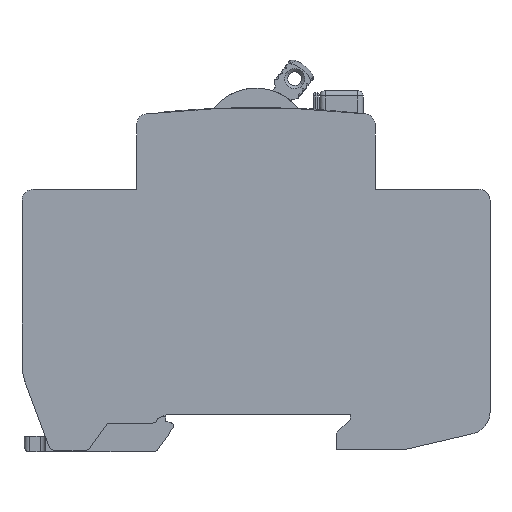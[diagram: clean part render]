
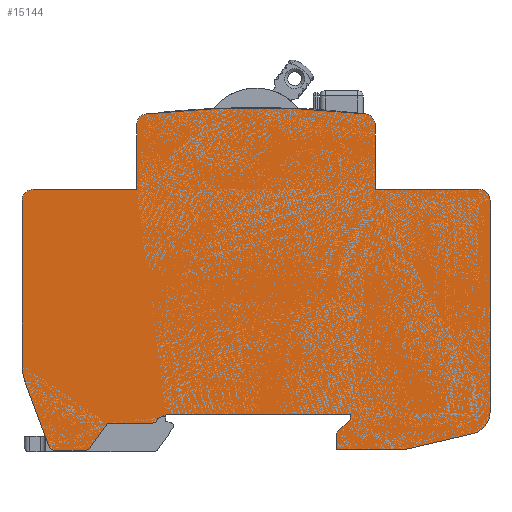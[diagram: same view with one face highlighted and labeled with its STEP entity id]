
A CAD part, front view. The second image highlights one B-rep face of the part: STEP entity #15144.
In plain terms, the highlighted planar face has unit normal (0, -1, 0).
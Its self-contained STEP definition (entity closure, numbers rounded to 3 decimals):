
#1537=DIRECTION('',(0.,0.,1.));
#1538=VECTOR('',#1537,40.088);
#1539=CARTESIAN_POINT('',(26.45,-36.,0.512));
#1540=LINE('',#1539,#1538);
#1647=CARTESIAN_POINT('',(22.25,-36.,0.512));
#1648=DIRECTION('',(0.,1.,0.));
#1649=DIRECTION('',(1.,0.,0.));
#1650=AXIS2_PLACEMENT_3D('',#1647,#1648,#1649);
#1652=DIRECTION('',(-0.974,0.,-0.228));
#1653=VECTOR('',#1652,13.233);
#1654=CARTESIAN_POINT('',(23.209,-36.,-3.577));
#1655=LINE('',#1654,#1653);
#1656=DIRECTION('',(0.701,0.,0.713));
#1657=VECTOR('',#1656,3.709);
#1658=CARTESIAN_POINT('',(-2.6,-36.,-3.446));
#1659=LINE('',#1658,#1657);
#1660=DIRECTION('',(-0.903,0.,-0.431));
#1661=VECTOR('',#1660,1.813);
#1662=CARTESIAN_POINT('',(-34.9,-36.,0.));
#1663=LINE('',#1662,#1661);
#1664=CARTESIAN_POINT('',(-37.6,-36.,-0.5));
#1665=DIRECTION('',(0.,1.,0.));
#1666=DIRECTION('',(0.967,0.,-0.255));
#1667=AXIS2_PLACEMENT_3D('',#1664,#1665,#1666);
#1669=DIRECTION('',(-0.581,0.,-0.814));
#1670=VECTOR('',#1669,5.698);
#1671=CARTESIAN_POINT('',(-46.,-36.,-1.6));
#1672=LINE('',#1671,#1670);
#1673=CARTESIAN_POINT('',(-50.204,-36.,-5.6));
#1674=DIRECTION('',(0.,1.,0.));
#1675=DIRECTION('',(0.814,0.,-0.581));
#1676=AXIS2_PLACEMENT_3D('',#1673,#1674,#1675);
#1678=CARTESIAN_POINT('',(-56.032,-36.,-5.6));
#1679=DIRECTION('',(0.,1.,0.));
#1680=DIRECTION('',(0.,0.,-1.));
#1681=AXIS2_PLACEMENT_3D('',#1678,#1679,#1680);
#1683=DIRECTION('',(-0.35,0.,0.937));
#1684=VECTOR('',#1683,12.826);
#1685=CARTESIAN_POINT('',(-57.062,-36.,-5.985));
#1686=LINE('',#1685,#1684);
#1687=CARTESIAN_POINT('',(-52.,-36.,9.601));
#1688=DIRECTION('',(0.,1.,0.));
#1689=DIRECTION('',(-0.937,0.,-0.35));
#1690=AXIS2_PLACEMENT_3D('',#1687,#1688,#1689);
#1692=CARTESIAN_POINT('',(-60.1,-36.,40.6));
#1693=DIRECTION('',(0.,1.,0.));
#1694=DIRECTION('',(-1.,0.,0.));
#1695=AXIS2_PLACEMENT_3D('',#1692,#1693,#1694);
#1697=CARTESIAN_POINT('',(-38.4,-36.,54.918));
#1698=DIRECTION('',(0.,1.,0.));
#1699=DIRECTION('',(-1.,0.,0.));
#1700=AXIS2_PLACEMENT_3D('',#1697,#1698,#1699);
#1702=CARTESIAN_POINT('',(-17.9,-36.,-122.3));
#1703=DIRECTION('',(0.,1.,0.));
#1704=DIRECTION('',(-0.115,0.,0.993));
#1705=AXIS2_PLACEMENT_3D('',#1702,#1703,#1704);
#1707=CARTESIAN_POINT('',(2.6,-36.,54.918));
#1708=DIRECTION('',(0.,1.,0.));
#1709=DIRECTION('',(0.115,0.,0.993));
#1710=AXIS2_PLACEMENT_3D('',#1707,#1708,#1709);
#1712=CARTESIAN_POINT('',(24.35,-36.,40.6));
#1713=DIRECTION('',(0.,1.,0.));
#1714=DIRECTION('',(-0.015,0.,1.));
#1715=AXIS2_PLACEMENT_3D('',#1712,#1713,#1714);
#1717=DIRECTION('',(1.,0.,0.));
#1718=VECTOR('',#1717,12.926);
#1719=CARTESIAN_POINT('',(-2.6,-36.,-6.6));
#1720=LINE('',#1719,#1718);
#1781=DIRECTION('',(0.,0.,-1.));
#1782=VECTOR('',#1781,0.8);
#1783=CARTESIAN_POINT('',(0.,-36.,0.));
#1784=LINE('',#1783,#1782);
#1797=DIRECTION('',(0.,0.,-1.));
#1798=VECTOR('',#1797,3.154);
#1799=CARTESIAN_POINT('',(-2.6,-36.,-3.446));
#1800=LINE('',#1799,#1798);
#1805=DIRECTION('',(1.,0.,0.));
#1806=VECTOR('',#1805,34.9);
#1807=CARTESIAN_POINT('',(-34.9,-36.,0.));
#1808=LINE('',#1807,#1806);
#3428=DIRECTION('',(1.,0.,0.));
#3429=VECTOR('',#3428,8.4);
#3430=CARTESIAN_POINT('',(-46.,-36.,-1.6));
#3431=LINE('',#3430,#3429);
#3458=DIRECTION('',(1.,0.,0.));
#3459=VECTOR('',#3458,5.828);
#3460=CARTESIAN_POINT('',(-56.032,-36.,-6.7));
#3461=LINE('',#3460,#3459);
#3557=DIRECTION('',(0.,0.,-1.));
#3558=VECTOR('',#3557,30.999);
#3559=CARTESIAN_POINT('',(-62.2,-36.,40.6));
#3560=LINE('',#3559,#3558);
#4831=DIRECTION('',(-1.,0.,0.));
#4832=VECTOR('',#4831,19.6);
#4833=CARTESIAN_POINT('',(-40.5,-36.,42.7));
#4834=LINE('',#4833,#4832);
#4873=DIRECTION('',(0.,0.,-1.));
#4874=VECTOR('',#4873,12.218);
#4875=CARTESIAN_POINT('',(-40.5,-36.,54.918));
#4876=LINE('',#4875,#4874);
#5298=DIRECTION('',(0.,0.,1.));
#5299=VECTOR('',#5298,12.218);
#5300=CARTESIAN_POINT('',(4.7,-36.,42.7));
#5301=LINE('',#5300,#5299);
#5302=DIRECTION('',(-1.,0.,0.));
#5303=VECTOR('',#5302,19.6);
#5304=CARTESIAN_POINT('',(24.3,-36.,42.7));
#5305=LINE('',#5304,#5303);
#5366=CARTESIAN_POINT('',(24.3,-36.,40.6));
#5367=DIRECTION('',(0.,-1.,0.));
#5368=DIRECTION('',(0.009,0.,1.));
#5369=AXIS2_PLACEMENT_3D('',#5366,#5367,#5368);
#11789=CARTESIAN_POINT('',(-62.2,-36.,40.6));
#11790=VERTEX_POINT('',#11789);
#11791=CARTESIAN_POINT('',(-62.2,-36.,9.601));
#11792=VERTEX_POINT('',#11791);
#12165=CARTESIAN_POINT('',(-61.554,-36.,6.029));
#12166=VERTEX_POINT('',#12165);
#12179=CARTESIAN_POINT('',(-57.062,-36.,-5.985));
#12180=VERTEX_POINT('',#12179);
#12275=CARTESIAN_POINT('',(-34.9,-36.,0.));
#12276=CARTESIAN_POINT('',(0.,-36.,0.));
#12277=VERTEX_POINT('',#12275);
#12278=VERTEX_POINT('',#12276);
#12287=CARTESIAN_POINT('',(26.45,-36.,0.512));
#12288=CARTESIAN_POINT('',(26.45,-36.,40.6));
#12289=VERTEX_POINT('',#12287);
#12290=VERTEX_POINT('',#12288);
#12291=CARTESIAN_POINT('',(23.209,-36.,-3.577));
#12292=VERTEX_POINT('',#12291);
#12293=CARTESIAN_POINT('',(10.326,-36.,-6.6));
#12294=VERTEX_POINT('',#12293);
#12295=CARTESIAN_POINT('',(-2.6,-36.,-6.6));
#12296=VERTEX_POINT('',#12295);
#12297=CARTESIAN_POINT('',(-2.6,-36.,-3.446));
#12298=VERTEX_POINT('',#12297);
#12299=CARTESIAN_POINT('',(0.,-36.,-0.8));
#12300=VERTEX_POINT('',#12299);
#12301=CARTESIAN_POINT('',(-36.536,-36.,-0.781));
#12302=VERTEX_POINT('',#12301);
#12303=CARTESIAN_POINT('',(-37.6,-36.,-1.6));
#12304=VERTEX_POINT('',#12303);
#12305=CARTESIAN_POINT('',(-46.,-36.,-1.6));
#12306=VERTEX_POINT('',#12305);
#12307=CARTESIAN_POINT('',(-49.309,-36.,-6.239));
#12308=VERTEX_POINT('',#12307);
#12309=CARTESIAN_POINT('',(-50.204,-36.,-6.7));
#12310=VERTEX_POINT('',#12309);
#12311=CARTESIAN_POINT('',(-56.032,-36.,-6.7));
#12312=VERTEX_POINT('',#12311);
#12313=CARTESIAN_POINT('',(-60.1,-36.,42.7));
#12314=VERTEX_POINT('',#12313);
#12315=CARTESIAN_POINT('',(-40.5,-36.,42.7));
#12316=VERTEX_POINT('',#12315);
#12317=CARTESIAN_POINT('',(-40.5,-36.,54.918));
#12318=VERTEX_POINT('',#12317);
#12319=CARTESIAN_POINT('',(-38.641,-36.,57.004));
#12320=VERTEX_POINT('',#12319);
#12321=CARTESIAN_POINT('',(2.841,-36.,57.004));
#12322=VERTEX_POINT('',#12321);
#12323=CARTESIAN_POINT('',(4.7,-36.,54.918));
#12324=VERTEX_POINT('',#12323);
#12325=CARTESIAN_POINT('',(4.7,-36.,42.7));
#12326=VERTEX_POINT('',#12325);
#12327=CARTESIAN_POINT('',(24.3,-36.,42.7));
#12328=VERTEX_POINT('',#12327);
#12329=CARTESIAN_POINT('',(24.318,-36.,42.7));
#12330=VERTEX_POINT('',#12329);
#15084=CARTESIAN_POINT('',(-17.9,-36.,42.7));
#15085=DIRECTION('',(0.,1.,0.));
#15086=DIRECTION('',(-1.,0.,0.));
#15087=AXIS2_PLACEMENT_3D('',#15084,#15085,#15086);
#15088=PLANE('',#15087);
#15089=ORIENTED_EDGE('',*,*,#14922,.F.);
#15090=ORIENTED_EDGE('',*,*,#14984,.T.);
#15091=ORIENTED_EDGE('',*,*,#15068,.T.);
#15093=ORIENTED_EDGE('',*,*,#15092,.F.);
#15095=ORIENTED_EDGE('',*,*,#15094,.F.);
#15097=ORIENTED_EDGE('',*,*,#15096,.T.);
#15099=ORIENTED_EDGE('',*,*,#15098,.F.);
#15101=ORIENTED_EDGE('',*,*,#15100,.F.);
#15103=ORIENTED_EDGE('',*,*,#15102,.T.);
#15105=ORIENTED_EDGE('',*,*,#15104,.T.);
#15107=ORIENTED_EDGE('',*,*,#15106,.F.);
#15109=ORIENTED_EDGE('',*,*,#15108,.T.);
#15111=ORIENTED_EDGE('',*,*,#15110,.T.);
#15113=ORIENTED_EDGE('',*,*,#15112,.F.);
#15115=ORIENTED_EDGE('',*,*,#15114,.T.);
#15117=ORIENTED_EDGE('',*,*,#15116,.T.);
#15119=ORIENTED_EDGE('',*,*,#15118,.T.);
#15121=ORIENTED_EDGE('',*,*,#15120,.F.);
#15123=ORIENTED_EDGE('',*,*,#15122,.T.);
#15125=ORIENTED_EDGE('',*,*,#15124,.F.);
#15127=ORIENTED_EDGE('',*,*,#15126,.F.);
#15129=ORIENTED_EDGE('',*,*,#15128,.T.);
#15131=ORIENTED_EDGE('',*,*,#15130,.T.);
#15133=ORIENTED_EDGE('',*,*,#15132,.T.);
#15135=ORIENTED_EDGE('',*,*,#15134,.F.);
#15137=ORIENTED_EDGE('',*,*,#15136,.F.);
#15139=ORIENTED_EDGE('',*,*,#15138,.F.);
#15141=ORIENTED_EDGE('',*,*,#15140,.T.);
#15142=EDGE_LOOP('',(#15089,#15090,#15091,#15093,#15095,#15097,#15099,#15101,
#15103,#15105,#15107,#15109,#15111,#15113,#15115,#15117,#15119,#15121,#15123,
#15125,#15127,#15129,#15131,#15133,#15135,#15137,#15139,#15141));
#15143=FACE_OUTER_BOUND('',#15142,.F.);
#1651=CIRCLE('',#1650,4.2);
#1668=CIRCLE('',#1667,1.1);
#1677=CIRCLE('',#1676,1.1);
#1682=CIRCLE('',#1681,1.1);
#1691=CIRCLE('',#1690,10.2);
#1696=CIRCLE('',#1695,2.1);
#1701=CIRCLE('',#1700,2.1);
#1706=CIRCLE('',#1705,180.5);
#1711=CIRCLE('',#1710,2.1);
#1716=CIRCLE('',#1715,2.1);
#5370=CIRCLE('',#5369,2.1);
#14922=EDGE_CURVE('',#12289,#12290,#1540,.T.);
#14984=EDGE_CURVE('',#12289,#12292,#1651,.T.);
#15068=EDGE_CURVE('',#12292,#12294,#1655,.T.);
#15092=EDGE_CURVE('',#12296,#12294,#1720,.T.);
#15094=EDGE_CURVE('',#12298,#12296,#1800,.T.);
#15096=EDGE_CURVE('',#12298,#12300,#1659,.T.);
#15098=EDGE_CURVE('',#12278,#12300,#1784,.T.);
#15100=EDGE_CURVE('',#12277,#12278,#1808,.T.);
#15102=EDGE_CURVE('',#12277,#12302,#1663,.T.);
#15104=EDGE_CURVE('',#12302,#12304,#1668,.T.);
#15106=EDGE_CURVE('',#12306,#12304,#3431,.T.);
#15108=EDGE_CURVE('',#12306,#12308,#1672,.T.);
#15110=EDGE_CURVE('',#12308,#12310,#1677,.T.);
#15112=EDGE_CURVE('',#12312,#12310,#3461,.T.);
#15114=EDGE_CURVE('',#12312,#12180,#1682,.T.);
#15116=EDGE_CURVE('',#12180,#12166,#1686,.T.);
#15118=EDGE_CURVE('',#12166,#11792,#1691,.T.);
#15120=EDGE_CURVE('',#11790,#11792,#3560,.T.);
#15122=EDGE_CURVE('',#11790,#12314,#1696,.T.);
#15124=EDGE_CURVE('',#12316,#12314,#4834,.T.);
#15126=EDGE_CURVE('',#12318,#12316,#4876,.T.);
#15128=EDGE_CURVE('',#12318,#12320,#1701,.T.);
#15130=EDGE_CURVE('',#12320,#12322,#1706,.T.);
#15132=EDGE_CURVE('',#12322,#12324,#1711,.T.);
#15134=EDGE_CURVE('',#12326,#12324,#5301,.T.);
#15136=EDGE_CURVE('',#12328,#12326,#5305,.T.);
#15138=EDGE_CURVE('',#12330,#12328,#5370,.T.);
#15140=EDGE_CURVE('',#12330,#12290,#1716,.T.);
#15144=ADVANCED_FACE('',(#15143),#15088,.F.);
